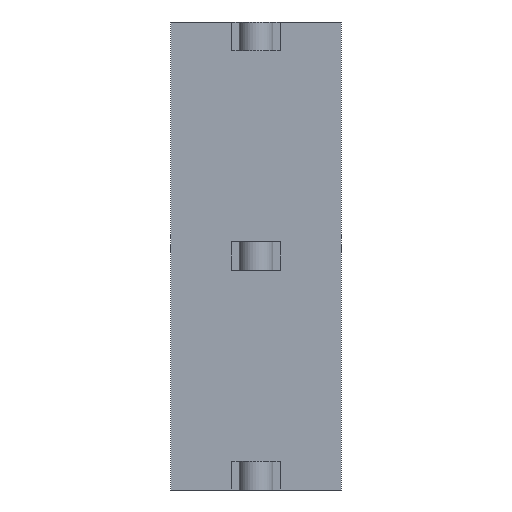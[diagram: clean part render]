
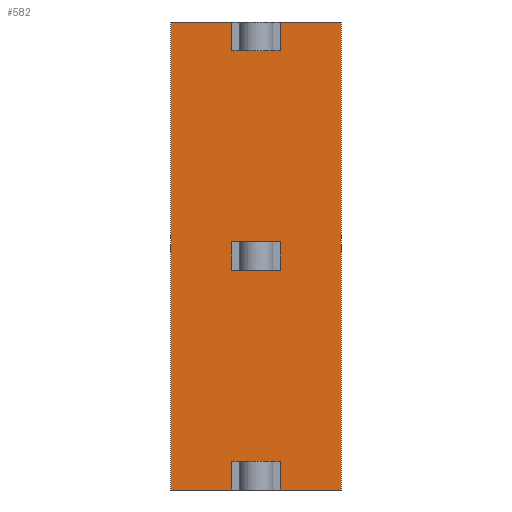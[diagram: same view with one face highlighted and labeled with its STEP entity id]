
A CAD part, front view. The second image highlights one B-rep face of the part: STEP entity #582.
In plain terms, the highlighted planar face has unit normal (0, -1, 0).
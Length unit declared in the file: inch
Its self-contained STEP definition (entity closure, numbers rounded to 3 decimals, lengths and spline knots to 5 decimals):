
#26=FACE_BOUND('',#59,.T.);
#27=FACE_OUTER_BOUND('',#58,.T.);
#58=EDGE_LOOP('',(#386,#387,#388,#389,#390,#391,#392,#393,#394,#395,#396,
#397));
#59=EDGE_LOOP('',(#398,#399,#400,#401));
#90=LINE('',#810,#168);
#91=LINE('',#812,#169);
#92=LINE('',#814,#170);
#93=LINE('',#816,#171);
#94=LINE('',#818,#172);
#95=LINE('',#820,#173);
#96=LINE('',#822,#174);
#97=LINE('',#824,#175);
#98=LINE('',#826,#176);
#99=LINE('',#828,#177);
#100=LINE('',#830,#178);
#101=LINE('',#831,#179);
#102=LINE('',#834,#180);
#103=LINE('',#836,#181);
#104=LINE('',#838,#182);
#105=LINE('',#839,#183);
#168=VECTOR('',#656,0.039);
#169=VECTOR('',#657,0.0835);
#170=VECTOR('',#658,0.639);
#171=VECTOR('',#659,0.0835);
#172=VECTOR('',#660,0.039);
#173=VECTOR('',#661,0.066);
#174=VECTOR('',#662,0.039);
#175=VECTOR('',#663,0.0835);
#176=VECTOR('',#664,0.639);
#177=VECTOR('',#665,0.0835);
#178=VECTOR('',#666,0.039);
#179=VECTOR('',#667,0.066);
#180=VECTOR('',#668,0.039);
#181=VECTOR('',#669,0.066);
#182=VECTOR('',#670,0.039);
#183=VECTOR('',#671,0.066);
#246=VERTEX_POINT('',#808);
#247=VERTEX_POINT('',#809);
#248=VERTEX_POINT('',#811);
#249=VERTEX_POINT('',#813);
#250=VERTEX_POINT('',#815);
#251=VERTEX_POINT('',#817);
#252=VERTEX_POINT('',#819);
#253=VERTEX_POINT('',#821);
#254=VERTEX_POINT('',#823);
#255=VERTEX_POINT('',#825);
#256=VERTEX_POINT('',#827);
#257=VERTEX_POINT('',#829);
#258=VERTEX_POINT('',#832);
#259=VERTEX_POINT('',#833);
#260=VERTEX_POINT('',#835);
#261=VERTEX_POINT('',#837);
#302=EDGE_CURVE('',#246,#247,#90,.T.);
#303=EDGE_CURVE('',#248,#246,#91,.T.);
#304=EDGE_CURVE('',#249,#248,#92,.T.);
#305=EDGE_CURVE('',#250,#249,#93,.T.);
#306=EDGE_CURVE('',#251,#250,#94,.T.);
#307=EDGE_CURVE('',#252,#251,#95,.T.);
#308=EDGE_CURVE('',#252,#253,#96,.T.);
#309=EDGE_CURVE('',#254,#253,#97,.T.);
#310=EDGE_CURVE('',#255,#254,#98,.T.);
#311=EDGE_CURVE('',#256,#255,#99,.T.);
#312=EDGE_CURVE('',#256,#257,#100,.T.);
#313=EDGE_CURVE('',#257,#247,#101,.T.);
#314=EDGE_CURVE('',#258,#259,#102,.T.);
#315=EDGE_CURVE('',#260,#258,#103,.T.);
#316=EDGE_CURVE('',#260,#261,#104,.T.);
#317=EDGE_CURVE('',#261,#259,#105,.T.);
#386=ORIENTED_EDGE('',*,*,#302,.F.);
#387=ORIENTED_EDGE('',*,*,#303,.F.);
#388=ORIENTED_EDGE('',*,*,#304,.F.);
#389=ORIENTED_EDGE('',*,*,#305,.F.);
#390=ORIENTED_EDGE('',*,*,#306,.F.);
#391=ORIENTED_EDGE('',*,*,#307,.F.);
#392=ORIENTED_EDGE('',*,*,#308,.T.);
#393=ORIENTED_EDGE('',*,*,#309,.F.);
#394=ORIENTED_EDGE('',*,*,#310,.F.);
#395=ORIENTED_EDGE('',*,*,#311,.F.);
#396=ORIENTED_EDGE('',*,*,#312,.T.);
#397=ORIENTED_EDGE('',*,*,#313,.T.);
#398=ORIENTED_EDGE('',*,*,#314,.F.);
#399=ORIENTED_EDGE('',*,*,#315,.F.);
#400=ORIENTED_EDGE('',*,*,#316,.T.);
#401=ORIENTED_EDGE('',*,*,#317,.T.);
#554=PLANE('',#615);
#582=ADVANCED_FACE('',(#27,#26),#554,.F.);
#615=AXIS2_PLACEMENT_3D('',#807,#654,#655);
#654=DIRECTION('center_axis',(0.,1.,0.));
#655=DIRECTION('ref_axis',(0.,0.,1.));
#656=DIRECTION('',(0.,0.,-1.));
#657=DIRECTION('',(1.,0.,0.));
#658=DIRECTION('',(0.,0.,1.));
#659=DIRECTION('',(-1.,0.,0.));
#660=DIRECTION('',(0.,0.,-1.));
#661=DIRECTION('',(-1.,0.,0.));
#662=DIRECTION('',(0.,0.,-1.));
#663=DIRECTION('',(-1.,0.,0.));
#664=DIRECTION('',(0.,0.,-1.));
#665=DIRECTION('',(1.,0.,0.));
#666=DIRECTION('',(0.,0.,-1.));
#667=DIRECTION('',(-1.,0.,0.));
#668=DIRECTION('',(0.,0.,-1.));
#669=DIRECTION('',(-1.,0.,0.));
#670=DIRECTION('',(0.,0.,-1.));
#671=DIRECTION('',(-1.,0.,0.));
#807=CARTESIAN_POINT('Origin',(0.,0.01,0.));
#808=CARTESIAN_POINT('',(-0.033,0.01,0.3195));
#809=CARTESIAN_POINT('',(-0.033,0.01,0.2805));
#810=CARTESIAN_POINT('',(-0.033,0.01,0.3195));
#811=CARTESIAN_POINT('',(-0.1165,0.01,0.3195));
#812=CARTESIAN_POINT('',(-0.1165,0.01,0.3195));
#813=CARTESIAN_POINT('',(-0.1165,0.01,-0.3195));
#814=CARTESIAN_POINT('',(-0.1165,0.01,-0.3195));
#815=CARTESIAN_POINT('',(-0.033,0.01,-0.3195));
#816=CARTESIAN_POINT('',(0.1165,0.01,-0.3195));
#817=CARTESIAN_POINT('',(-0.033,0.01,-0.2805));
#818=CARTESIAN_POINT('',(-0.033,0.01,-0.2805));
#819=CARTESIAN_POINT('',(0.033,0.01,-0.2805));
#820=CARTESIAN_POINT('',(0.033,0.01,-0.2805));
#821=CARTESIAN_POINT('',(0.033,0.01,-0.3195));
#822=CARTESIAN_POINT('',(0.033,0.01,-0.2805));
#823=CARTESIAN_POINT('',(0.1165,0.01,-0.3195));
#824=CARTESIAN_POINT('',(0.1165,0.01,-0.3195));
#825=CARTESIAN_POINT('',(0.1165,0.01,0.3195));
#826=CARTESIAN_POINT('',(0.1165,0.01,0.3195));
#827=CARTESIAN_POINT('',(0.033,0.01,0.3195));
#828=CARTESIAN_POINT('',(-0.1165,0.01,0.3195));
#829=CARTESIAN_POINT('',(0.033,0.01,0.2805));
#830=CARTESIAN_POINT('',(0.033,0.01,0.3195));
#831=CARTESIAN_POINT('',(0.033,0.01,0.2805));
#832=CARTESIAN_POINT('',(-0.033,0.01,0.0195));
#833=CARTESIAN_POINT('',(-0.033,0.01,-0.0195));
#834=CARTESIAN_POINT('',(-0.033,0.01,0.0195));
#835=CARTESIAN_POINT('',(0.033,0.01,0.0195));
#836=CARTESIAN_POINT('',(0.033,0.01,0.0195));
#837=CARTESIAN_POINT('',(0.033,0.01,-0.0195));
#838=CARTESIAN_POINT('',(0.033,0.01,0.0195));
#839=CARTESIAN_POINT('',(0.033,0.01,-0.0195));
